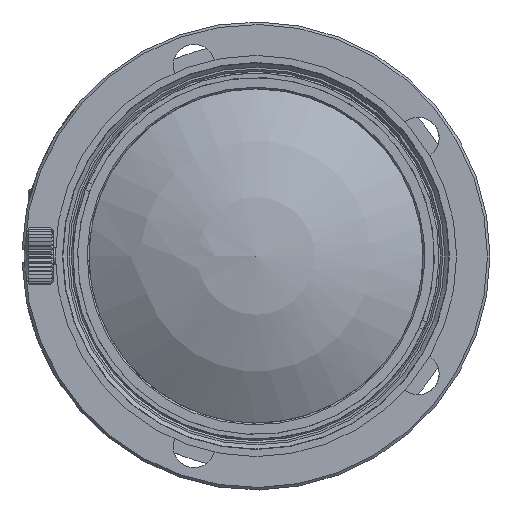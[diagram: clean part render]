
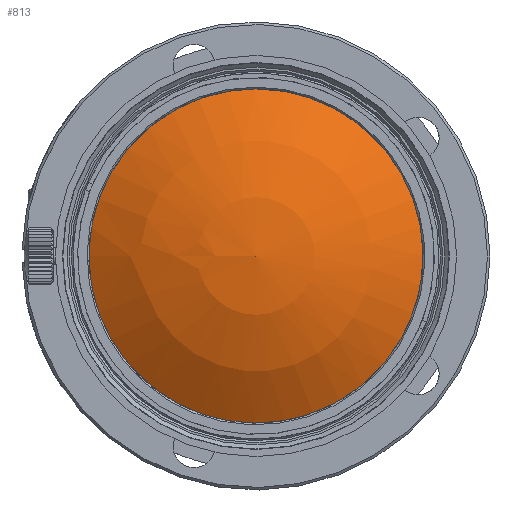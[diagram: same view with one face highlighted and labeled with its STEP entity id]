
A CAD part, left-side view. The second image highlights one B-rep face of the part: STEP entity #813.
In plain terms, the highlighted spherical face has radius 35.281 mm.
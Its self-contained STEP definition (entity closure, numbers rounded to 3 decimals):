
#146=SPHERICAL_SURFACE('',#9810,35.281);
#470=FACE_OUTER_BOUND('',#2621,.T.);
#813=ADVANCED_FACE('',(#470),#146,.T.);
#1679=CIRCLE('',#9809,20.);
#2621=EDGE_LOOP('',(#4866));
#4866=ORIENTED_EDGE('',*,*,#8076,.T.);
#6761=VERTEX_POINT('',#17933);
#8076=EDGE_CURVE('',#6761,#6761,#1679,.T.);
#9809=AXIS2_PLACEMENT_3D('',#17932,#10733,#10734);
#9810=AXIS2_PLACEMENT_3D('',#17934,#10735,#10736);
#10733=DIRECTION('',(-1.,0.,0.));
#10734=DIRECTION('',(0.,0.,1.));
#10735=DIRECTION('',(-1.,0.,0.));
#10736=DIRECTION('',(0.,1.,0.));
#17932=CARTESIAN_POINT('',(-93.768,0.,0.));
#17933=CARTESIAN_POINT('',(-93.768,0.,20.));
#17934=CARTESIAN_POINT('',(-64.703,0.,0.));
